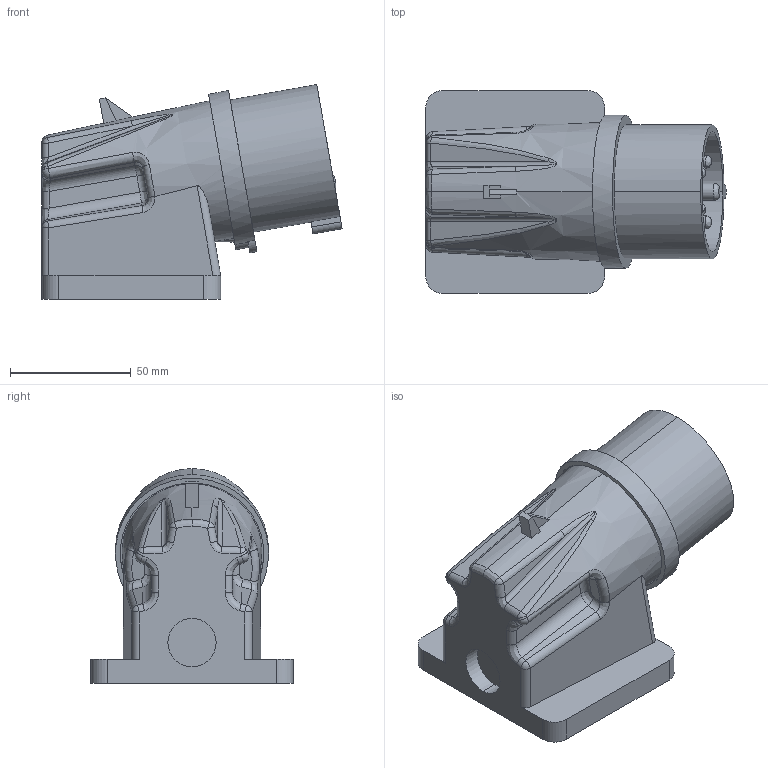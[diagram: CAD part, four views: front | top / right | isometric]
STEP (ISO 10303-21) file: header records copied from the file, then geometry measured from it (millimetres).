
FILE_DESCRIPTION((''),'2;1');
FILE_NAME('GW60409_ASM','2021-09-29T13:23:16',('User'),('Axiro Italia'),'CREO PARAMETRIC BY PTC INC, 2020354','CREO PARAMETRIC BY PTC INC, 2020354','');
FILE_SCHEMA(('CONFIG_CONTROL_DESIGN'));
Length unit declared in the file: millimetre
Products named in the file (3): GW60409_COMPONENTE_A_OR; GW60409_COMPONENTE_B_OR; GW60409_ASM
Assembly tree (2 placements, depth 2):
  GW60409_ASM
    GW60409_COMPONENTE_A_OR
    GW60409_COMPONENTE_B_OR
Bounding box: 124.3 x 84 x 88.88 mm (x, y, z)
Volume: 119394.8 mm3; surface area: 83341.1 mm2
Topology: 2 solids, 2 shells, 276 faces, 684 edges, 430 vertices
Faces by surface type: plane 113, cylinder 106, bspline 42, sphere 8, cone 5, torus 2
Entity records: 10992 total; most frequent: CARTESIAN_POINT 4521, ORIENTED_EDGE 1368, DIRECTION 1303, EDGE_CURVE 684, AXIS2_PLACEMENT_3D 509, VERTEX_POINT 430, EDGE_LOOP 308, VECTOR 285
